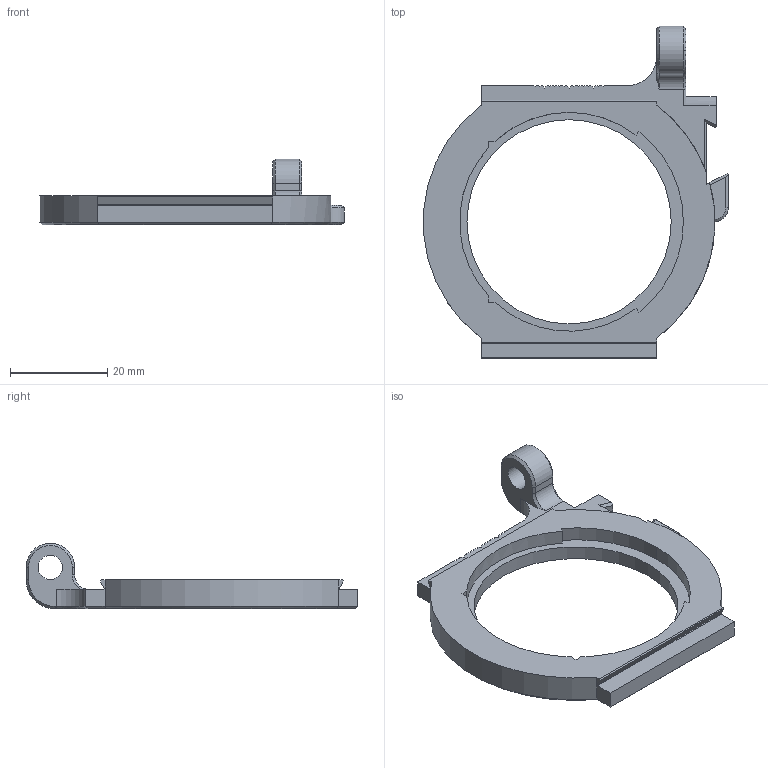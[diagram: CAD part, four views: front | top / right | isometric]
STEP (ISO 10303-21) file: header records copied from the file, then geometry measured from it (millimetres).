
FILE_DESCRIPTION(('HOOPS Exchange Step'),'2;1');
FILE_NAME('temp_export','2023-06-26T20:16:09+20:00',('gmoua'),('Shapr3D Limited'),'HOOPS Exchange 2022.2','Shapr3D','Authorized');
FILE_SCHEMA( ('AUTOMOTIVE_DESIGN { 1 0 10303 214 1 1 1 1 }') );
Length unit declared in the file: millimetre
Products named in the file (1): PENF Shift Bottom Plate
Bounding box: 62.64 x 68.25 x 13.53 mm (x, y, z)
Volume: 8481.6 mm3; surface area: 5732.5 mm2
Topology: 1 solids, 1 shells, 136 faces, 369 edges, 237 vertices
Faces by surface type: plane 106, cylinder 17, cone 13
Full cylindrical faces by diameter (mm): 1.4 x1, 5 x1, 42 x1
Entity records: 4301 total; most frequent: CARTESIAN_POINT 815, ORIENTED_EDGE 738, DIRECTION 690, EDGE_CURVE 369, VECTOR 308, LINE 308, VERTEX_POINT 237, AXIS2_PLACEMENT_3D 191
